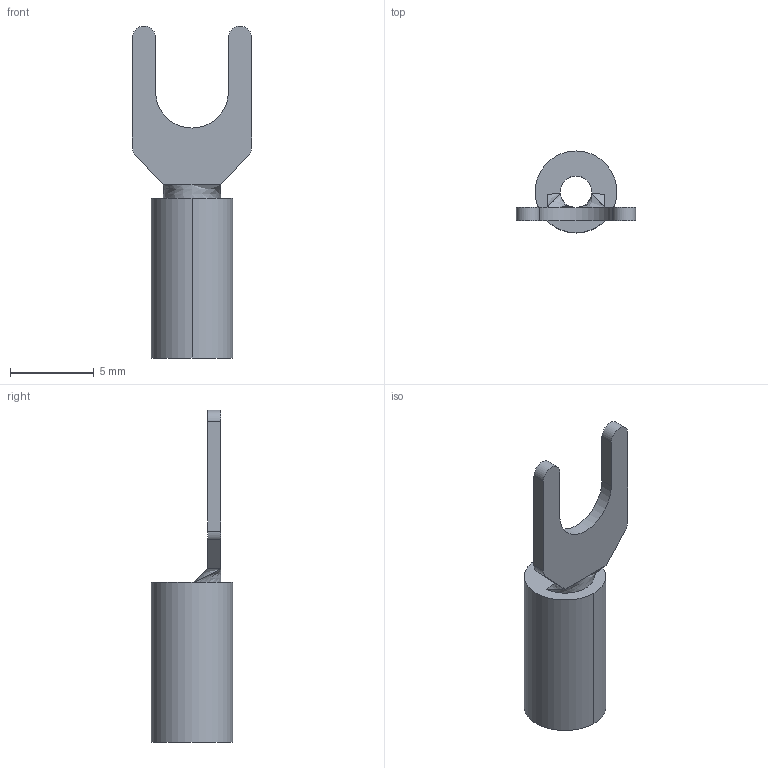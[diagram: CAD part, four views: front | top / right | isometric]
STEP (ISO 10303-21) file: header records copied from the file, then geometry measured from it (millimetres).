
FILE_DESCRIPTION((''),'2;1');
FILE_NAME('C-165008','2008-07-17T',('workeradm'),('Tyco Electronics Corporation'),'PRO/ENGINEER BY PARAMETRIC TECHNOLOGY CORPORATION, 2005450','PRO/ENGINEER BY PARAMETRIC TECHNOLOGY CORPORATION, 2005450','');
FILE_SCHEMA(('CONFIG_CONTROL_DESIGN', 'GEOMETRIC_VALIDATION_PROPERTIES_MIM'));
Length unit declared in the file: millimetre
Products named in the file (1): C-165008
Bounding box: 7.11 x 4.88 x 19.79 mm (x, y, z)
Volume: 147.8 mm3; surface area: 370.9 mm2
Topology: 1 solids, 1 shells, 28 faces, 72 edges, 47 vertices
Faces by surface type: plane 11, cylinder 11, bspline 4, torus 2
Entity records: 1114 total; most frequent: CARTESIAN_POINT 280, DIRECTION 149, ORIENTED_EDGE 144, EDGE_CURVE 72, COLOUR_RGB 64, AXIS2_PLACEMENT_3D 53, VERTEX_POINT 47, VECTOR 43
